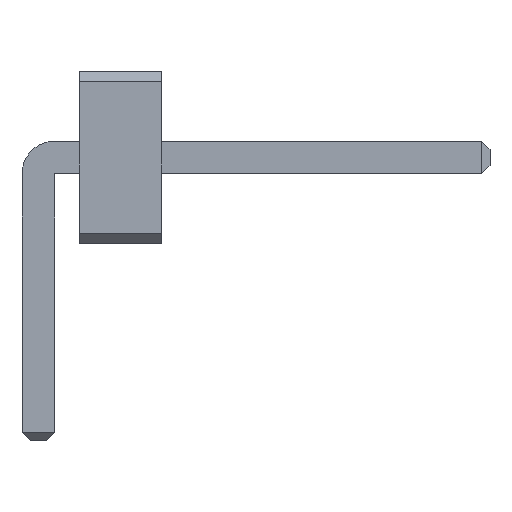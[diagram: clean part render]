
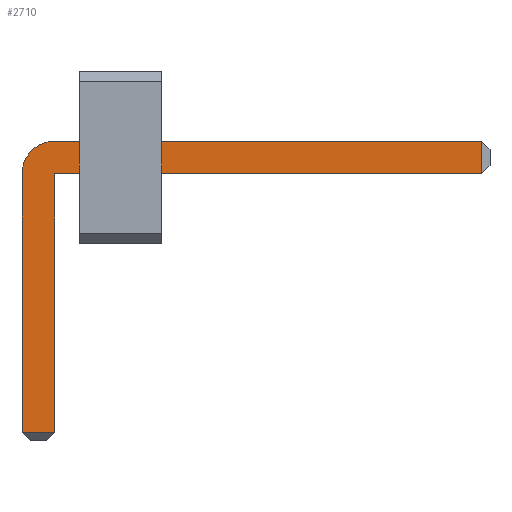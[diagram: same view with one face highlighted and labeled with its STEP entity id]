
A CAD part, front view. The second image highlights one B-rep face of the part: STEP entity #2710.
In plain terms, the highlighted planar face has unit normal (0, -1, 0).
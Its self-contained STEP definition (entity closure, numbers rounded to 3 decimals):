
#13=DIRECTION('',(0.,0.,1.));
#27=VECTOR('',#28,1.);
#28=DIRECTION('',(1.,0.,0.));
#1183=VECTOR('',#13,1.);
#2484=DIRECTION('',(0.,0.,-1.));
#2521=VECTOR('',#2484,1.);
#2528=VECTOR('',#2529,1.);
#2529=DIRECTION('',(-1.,0.,0.));
#2550=DIRECTION('',(-0.,1.,0.));
#2554=DIRECTION('',(0.,1.,0.));
#2555=DIRECTION('',(1.,0.,0.));
#2562=VERTEX_POINT('',#2563);
#2563=CARTESIAN_POINT('',(0.2,-24.33,1.25));
#2565=ORIENTED_EDGE('',*,*,#2566,.T.);
#2566=EDGE_CURVE('',#2562,#2567,#2569,.T.);
#2567=VERTEX_POINT('',#2568);
#2568=CARTESIAN_POINT('',(5.4,-24.33,1.25));
#2569=LINE('',#2570,#27);
#2570=CARTESIAN_POINT('',(-0.2,-24.33,1.25));
#2606=EDGE_CURVE('',#2607,#2562,#2609,.T.);
#2607=VERTEX_POINT('',#2608);
#2608=CARTESIAN_POINT('',(-0.2,-24.33,0.85));
#2609=CIRCLE('',#2610,0.4);
#2610=AXIS2_PLACEMENT_3D('',#2611,#2550,#2484);
#2611=CARTESIAN_POINT('',(0.2,-24.33,0.85));
#2623=VERTEX_POINT('',#2624);
#2624=CARTESIAN_POINT('',(5.4,-24.33,0.85));
#2626=ORIENTED_EDGE('',*,*,#2627,.T.);
#2627=EDGE_CURVE('',#2623,#2628,#2629,.T.);
#2628=VERTEX_POINT('',#2611);
#2629=LINE('',#2630,#2528);
#2630=CARTESIAN_POINT('',(5.5,-24.33,0.85));
#2642=VERTEX_POINT('',#2643);
#2643=CARTESIAN_POINT('',(-0.2,-24.33,-2.3));
#2645=ORIENTED_EDGE('',*,*,#2646,.T.);
#2646=EDGE_CURVE('',#2642,#2607,#2647,.T.);
#2647=LINE('',#2648,#1183);
#2648=CARTESIAN_POINT('',(-0.2,-24.33,-2.4));
#2656=ORIENTED_EDGE('',*,*,#2657,.T.);
#2657=EDGE_CURVE('',#2628,#2658,#2660,.T.);
#2658=VERTEX_POINT('',#2659);
#2659=CARTESIAN_POINT('',(0.2,-24.33,-2.3));
#2660=LINE('',#2611,#2521);
#2710=ADVANCED_FACE('',(#2711),#2720,.F.);
#2711=FACE_BOUND('',#2712,.F.);
#2712=EDGE_LOOP('',(#2565,#2713,#2626,#2656,#2716,#2645,#2719));
#2713=ORIENTED_EDGE('',*,*,#2714,.T.);
#2714=EDGE_CURVE('',#2567,#2623,#2715,.T.);
#2715=LINE('',#2568,#2521);
#2716=ORIENTED_EDGE('',*,*,#2717,.T.);
#2717=EDGE_CURVE('',#2658,#2642,#2718,.T.);
#2718=LINE('',#2659,#2528);
#2719=ORIENTED_EDGE('',*,*,#2606,.T.);
#2720=PLANE('',#2721);
#2721=AXIS2_PLACEMENT_3D('',#2722,#2554,#2555);
#2722=CARTESIAN_POINT('',(1.729,-24.33,0.346));
